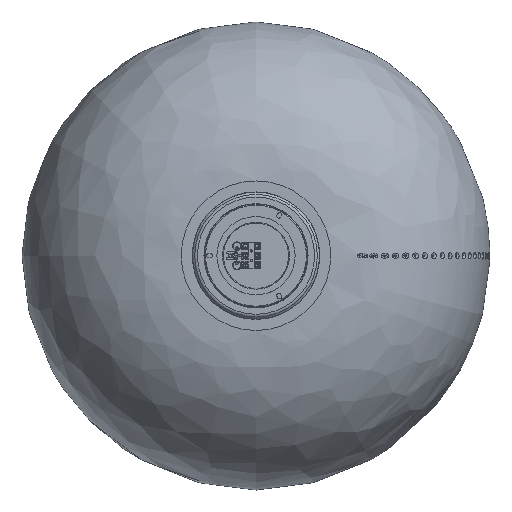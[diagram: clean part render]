
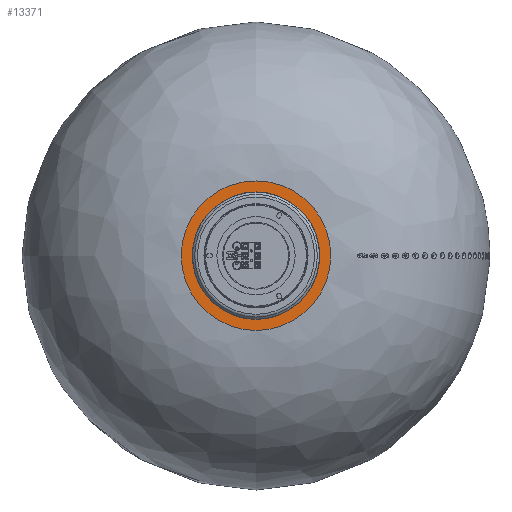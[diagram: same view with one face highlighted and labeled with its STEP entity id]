
A CAD part, top view. The second image highlights one B-rep face of the part: STEP entity #13371.
In plain terms, the highlighted planar face has unit normal (0, 0, 1).
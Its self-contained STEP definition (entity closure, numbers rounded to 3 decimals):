
#1631=LINE('',#24472,#2485);
#1635=LINE('',#24479,#2489);
#2485=VECTOR('',#18277,10.);
#2489=VECTOR('',#18283,10.);
#2799=FACE_BOUND('',#4278,.T.);
#3452=FACE_OUTER_BOUND('',#4277,.T.);
#4277=EDGE_LOOP('',(#11945));
#4278=EDGE_LOOP('',(#11946,#11947,#11948,#11949));
#4923=CIRCLE('',#14960,3.);
#4926=CIRCLE('',#14968,78.28);
#4996=CIRCLE('',#15091,57.5);
#6072=VERTEX_POINT('',#24463);
#6073=VERTEX_POINT('',#24465);
#6075=VERTEX_POINT('',#24471);
#6077=VERTEX_POINT('',#24477);
#6172=VERTEX_POINT('',#26242);
#7876=EDGE_CURVE('',#6073,#6072,#4923,.T.);
#7879=EDGE_CURVE('',#6075,#6073,#1631,.T.);
#7883=EDGE_CURVE('',#6072,#6077,#1635,.T.);
#7989=EDGE_CURVE('',#6172,#6172,#4926,.T.);
#8177=EDGE_CURVE('',#6077,#6075,#4996,.T.);
#11945=ORIENTED_EDGE('',*,*,#7989,.T.);
#11946=ORIENTED_EDGE('',*,*,#7883,.T.);
#11947=ORIENTED_EDGE('',*,*,#8177,.T.);
#11948=ORIENTED_EDGE('',*,*,#7879,.T.);
#11949=ORIENTED_EDGE('',*,*,#7876,.T.);
#12690=PLANE('',#15092);
#13371=ADVANCED_FACE('',(#3452,#2799),#12690,.T.);
#14960=AXIS2_PLACEMENT_3D('',#24466,#18271,#18272);
#14968=AXIS2_PLACEMENT_3D('',#26248,#18294,#18295);
#15091=AXIS2_PLACEMENT_3D('',#29830,#18540,#18541);
#15092=AXIS2_PLACEMENT_3D('',#31232,#18542,#18543);
#18271=DIRECTION('center_axis',(0.,0.,-1.));
#18272=DIRECTION('ref_axis',(1.,0.,0.));
#18277=DIRECTION('',(0.,1.,0.));
#18283=DIRECTION('',(0.,-1.,0.));
#18294=DIRECTION('center_axis',(0.,0.,1.));
#18295=DIRECTION('ref_axis',(0.,-1.,0.));
#18540=DIRECTION('center_axis',(0.,0.,-1.));
#18541=DIRECTION('ref_axis',(-1.,0.,0.));
#18542=DIRECTION('center_axis',(0.,0.,1.));
#18543=DIRECTION('ref_axis',(1.,0.,0.));
#24463=CARTESIAN_POINT('',(3.,59.,0.));
#24465=CARTESIAN_POINT('',(-3.,59.,0.));
#24466=CARTESIAN_POINT('Origin',(0.,59.,0.));
#24471=CARTESIAN_POINT('',(-3.,57.422,0.));
#24472=CARTESIAN_POINT('',(-3.,9.141,0.));
#24477=CARTESIAN_POINT('',(3.,57.422,0.));
#24479=CARTESIAN_POINT('',(3.,9.93,0.));
#26242=CARTESIAN_POINT('',(0.,-78.28,0.));
#26248=CARTESIAN_POINT('Origin',(0.,0.,0.));
#29830=CARTESIAN_POINT('Origin',(0.,0.,0.));
#31232=CARTESIAN_POINT('Origin',(0.,-39.14,0.));
